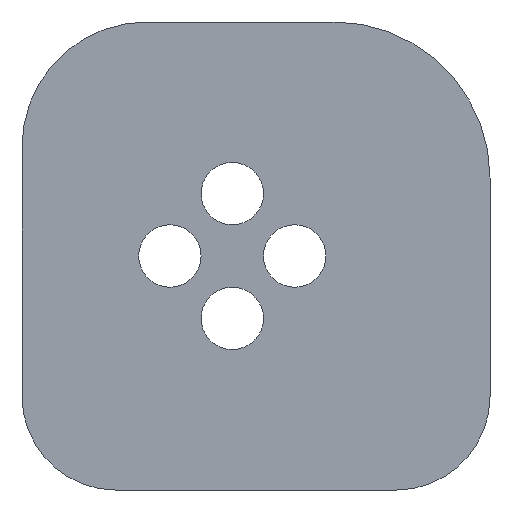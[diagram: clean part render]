
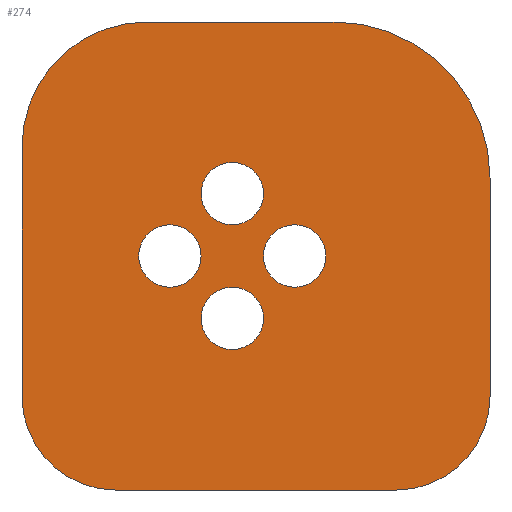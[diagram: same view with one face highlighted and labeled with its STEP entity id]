
A CAD part, front view. The second image highlights one B-rep face of the part: STEP entity #274.
In plain terms, the highlighted planar face has unit normal (0, -1, 0).
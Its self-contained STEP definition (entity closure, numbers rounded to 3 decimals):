
#19=FACE_BOUND('',#61,.T.);
#20=FACE_BOUND('',#62,.T.);
#21=FACE_BOUND('',#63,.T.);
#22=FACE_BOUND('',#64,.T.);
#28=PLANE('',#318);
#42=FACE_OUTER_BOUND('',#60,.T.);
#60=EDGE_LOOP('',(#241,#242,#243,#244,#245,#246,#247,#248));
#61=EDGE_LOOP('',(#249));
#62=EDGE_LOOP('',(#250));
#63=EDGE_LOOP('',(#251));
#64=EDGE_LOOP('',(#252));
#71=LINE('',#437,#91);
#75=LINE('',#449,#95);
#79=LINE('',#461,#99);
#83=LINE('',#472,#103);
#91=VECTOR('',#359,10.);
#95=VECTOR('',#371,10.);
#99=VECTOR('',#383,10.);
#103=VECTOR('',#395,10.);
#106=CIRCLE('',#291,5.);
#108=CIRCLE('',#294,5.);
#110=CIRCLE('',#297,5.);
#112=CIRCLE('',#300,5.);
#113=CIRCLE('',#302,25.);
#115=CIRCLE('',#306,20.);
#117=CIRCLE('',#310,15.);
#119=CIRCLE('',#314,15.);
#122=VERTEX_POINT('',#405);
#124=VERTEX_POINT('',#411);
#126=VERTEX_POINT('',#417);
#128=VERTEX_POINT('',#423);
#129=VERTEX_POINT('',#427);
#130=VERTEX_POINT('',#428);
#133=VERTEX_POINT('',#436);
#135=VERTEX_POINT('',#442);
#137=VERTEX_POINT('',#448);
#139=VERTEX_POINT('',#454);
#141=VERTEX_POINT('',#460);
#143=VERTEX_POINT('',#466);
#147=EDGE_CURVE('',#122,#122,#106,.T.);
#150=EDGE_CURVE('',#124,#124,#108,.T.);
#153=EDGE_CURVE('',#126,#126,#110,.T.);
#156=EDGE_CURVE('',#128,#128,#112,.T.);
#157=EDGE_CURVE('',#129,#130,#113,.T.);
#161=EDGE_CURVE('',#133,#129,#71,.T.);
#164=EDGE_CURVE('',#135,#133,#115,.T.);
#167=EDGE_CURVE('',#137,#135,#75,.T.);
#170=EDGE_CURVE('',#139,#137,#117,.T.);
#173=EDGE_CURVE('',#141,#139,#79,.T.);
#176=EDGE_CURVE('',#143,#141,#119,.T.);
#179=EDGE_CURVE('',#130,#143,#83,.T.);
#241=ORIENTED_EDGE('',*,*,#179,.F.);
#242=ORIENTED_EDGE('',*,*,#157,.F.);
#243=ORIENTED_EDGE('',*,*,#161,.F.);
#244=ORIENTED_EDGE('',*,*,#164,.F.);
#245=ORIENTED_EDGE('',*,*,#167,.F.);
#246=ORIENTED_EDGE('',*,*,#170,.F.);
#247=ORIENTED_EDGE('',*,*,#173,.F.);
#248=ORIENTED_EDGE('',*,*,#176,.F.);
#249=ORIENTED_EDGE('',*,*,#156,.F.);
#250=ORIENTED_EDGE('',*,*,#153,.F.);
#251=ORIENTED_EDGE('',*,*,#150,.F.);
#252=ORIENTED_EDGE('',*,*,#147,.F.);
#274=ADVANCED_FACE('',(#42,#19,#20,#21,#22),#28,.F.);
#291=AXIS2_PLACEMENT_3D('',#407,#326,#327);
#294=AXIS2_PLACEMENT_3D('',#413,#333,#334);
#297=AXIS2_PLACEMENT_3D('',#419,#340,#341);
#300=AXIS2_PLACEMENT_3D('',#425,#347,#348);
#302=AXIS2_PLACEMENT_3D('',#429,#351,#352);
#306=AXIS2_PLACEMENT_3D('',#443,#364,#365);
#310=AXIS2_PLACEMENT_3D('',#455,#376,#377);
#314=AXIS2_PLACEMENT_3D('',#467,#388,#389);
#318=AXIS2_PLACEMENT_3D('',#475,#399,#400);
#326=DIRECTION('center_axis',(0.,-1.,0.));
#327=DIRECTION('ref_axis',(1.,0.,0.));
#333=DIRECTION('center_axis',(0.,-1.,0.));
#334=DIRECTION('ref_axis',(1.,0.,0.));
#340=DIRECTION('center_axis',(0.,-1.,0.));
#341=DIRECTION('ref_axis',(1.,0.,0.));
#347=DIRECTION('center_axis',(0.,-1.,0.));
#348=DIRECTION('ref_axis',(1.,0.,0.));
#351=DIRECTION('center_axis',(0.,1.,0.));
#352=DIRECTION('ref_axis',(0.,0.,1.));
#359=DIRECTION('',(1.,0.,0.));
#364=DIRECTION('center_axis',(0.,1.,0.));
#365=DIRECTION('ref_axis',(-1.,0.,0.));
#371=DIRECTION('',(0.,0.,1.));
#376=DIRECTION('center_axis',(0.,1.,0.));
#377=DIRECTION('ref_axis',(0.,0.,-1.));
#383=DIRECTION('',(-1.,0.,0.));
#388=DIRECTION('center_axis',(0.,1.,0.));
#389=DIRECTION('ref_axis',(1.,0.,0.));
#395=DIRECTION('',(0.,0.,-1.));
#399=DIRECTION('center_axis',(0.,1.,0.));
#400=DIRECTION('ref_axis',(1.,0.,0.));
#405=CARTESIAN_POINT('',(-8.8,0.,10.));
#407=CARTESIAN_POINT('Origin',(-3.8,0.,10.));
#411=CARTESIAN_POINT('',(-18.8,0.,0.));
#413=CARTESIAN_POINT('Origin',(-13.8,0.,0.));
#417=CARTESIAN_POINT('',(-8.8,0.,-10.));
#419=CARTESIAN_POINT('Origin',(-3.8,0.,-10.));
#423=CARTESIAN_POINT('',(1.2,0.,0.));
#425=CARTESIAN_POINT('Origin',(6.2,0.,0.));
#427=CARTESIAN_POINT('',(12.5,0.,37.5));
#428=CARTESIAN_POINT('',(37.5,0.,12.5));
#429=CARTESIAN_POINT('Origin',(12.5,0.,12.5));
#436=CARTESIAN_POINT('',(-17.5,0.,37.5));
#437=CARTESIAN_POINT('',(-17.5,0.,37.5));
#442=CARTESIAN_POINT('',(-37.5,0.,17.5));
#443=CARTESIAN_POINT('Origin',(-17.5,0.,17.5));
#448=CARTESIAN_POINT('',(-37.5,0.,-22.5));
#449=CARTESIAN_POINT('',(-37.5,0.,-22.5));
#454=CARTESIAN_POINT('',(-22.5,0.,-37.5));
#455=CARTESIAN_POINT('Origin',(-22.5,0.,-22.5));
#460=CARTESIAN_POINT('',(22.5,0.,-37.5));
#461=CARTESIAN_POINT('',(22.5,0.,-37.5));
#466=CARTESIAN_POINT('',(37.5,0.,-22.5));
#467=CARTESIAN_POINT('Origin',(22.5,0.,-22.5));
#472=CARTESIAN_POINT('',(37.5,0.,12.5));
#475=CARTESIAN_POINT('Origin',(0.,0.,0.));
